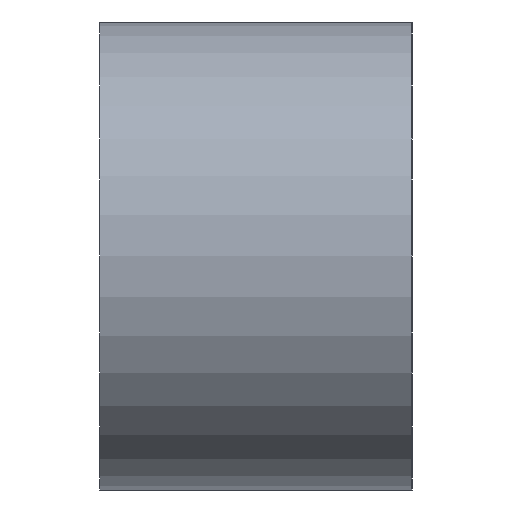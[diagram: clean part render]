
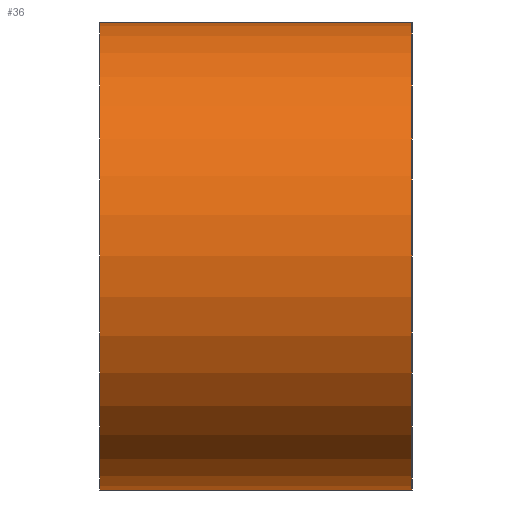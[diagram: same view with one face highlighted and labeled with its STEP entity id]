
A CAD part, left-side view. The second image highlights one B-rep face of the part: STEP entity #36.
In plain terms, the highlighted cylindrical face has radius 6 mm (diameter 12 mm), a partial arc.
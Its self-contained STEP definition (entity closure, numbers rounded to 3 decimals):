
#36 = ADVANCED_FACE( '', ( #68 ), #69, .T. );
#68 = FACE_OUTER_BOUND( '', #93, .T. );
#69 = CYLINDRICAL_SURFACE( '', #94, 6. );
#93 = EDGE_LOOP( '', ( #127, #128, #129, #130 ) );
#94 = AXIS2_PLACEMENT_3D( '', #131, #132, #133 );
#127 = ORIENTED_EDGE( '', *, *, #160, .T. );
#128 = ORIENTED_EDGE( '', *, *, #163, .F. );
#129 = ORIENTED_EDGE( '', *, *, #164, .F. );
#130 = ORIENTED_EDGE( '', *, *, #157, .T. );
#131 = CARTESIAN_POINT( '', ( -16.5, 4., 0. ) );
#132 = DIRECTION( '', ( 0., 1., 0. ) );
#133 = DIRECTION( '', ( 0., 0., -1. ) );
#157 = EDGE_CURVE( '', #180, #178, #181, .T. );
#160 = EDGE_CURVE( '', #178, #184, #185, .T. );
#163 = EDGE_CURVE( '', #188, #184, #189, .T. );
#164 = EDGE_CURVE( '', #180, #188, #190, .T. );
#178 = VERTEX_POINT( '', #206 );
#180 = VERTEX_POINT( '', #209 );
#181 = LINE( '', #210, #211 );
#184 = VERTEX_POINT( '', #215 );
#185 = CIRCLE( '', #216, 6. );
#188 = VERTEX_POINT( '', #220 );
#189 = LINE( '', #221, #222 );
#190 = CIRCLE( '', #223, 6. );
#206 = CARTESIAN_POINT( '', ( -16.5, -4., -6. ) );
#209 = CARTESIAN_POINT( '', ( -16.5, 4., -6. ) );
#210 = CARTESIAN_POINT( '', ( -16.5, 4., -6. ) );
#211 = VECTOR( '', #237, 1000. );
#215 = CARTESIAN_POINT( '', ( -16.5, -4., 6. ) );
#216 = AXIS2_PLACEMENT_3D( '', #239, #240, #241 );
#220 = CARTESIAN_POINT( '', ( -16.5, 4., 6. ) );
#221 = CARTESIAN_POINT( '', ( -16.5, 4., 6. ) );
#222 = VECTOR( '', #243, 1000. );
#223 = AXIS2_PLACEMENT_3D( '', #244, #245, #246 );
#237 = DIRECTION( '', ( 0., -1., 0. ) );
#239 = CARTESIAN_POINT( '', ( -16.5, -4., 0. ) );
#240 = DIRECTION( '', ( 0., 1., 0. ) );
#241 = DIRECTION( '', ( 1., 0., 0. ) );
#243 = DIRECTION( '', ( 0., -1., 0. ) );
#244 = CARTESIAN_POINT( '', ( -16.5, 4., 0. ) );
#245 = DIRECTION( '', ( 0., 1., 0. ) );
#246 = DIRECTION( '', ( 1., 0., 0. ) );
